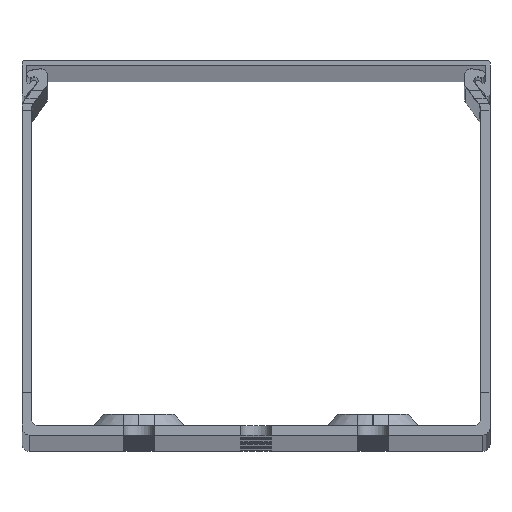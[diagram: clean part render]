
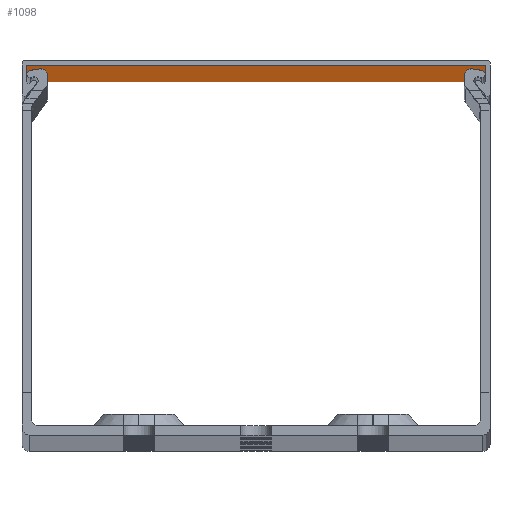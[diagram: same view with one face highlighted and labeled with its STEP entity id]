
A CAD part, top view. The second image highlights one B-rep face of the part: STEP entity #1098.
In plain terms, the highlighted planar face has unit normal (0, -1, 0).
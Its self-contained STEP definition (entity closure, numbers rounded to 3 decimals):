
#126 = VERTEX_POINT ( 'NONE', #52069 ) ;
#357 = LINE ( 'NONE', #20323, #51967 ) ;
#1098 = ADVANCED_FACE ( 'NONE', ( #11508 ), #47629, .F. ) ;
#1325 = VECTOR ( 'NONE', #20018, 1000. ) ;
#1416 = VERTEX_POINT ( 'NONE', #43259 ) ;
#3163 = DIRECTION ( 'NONE',  ( 0., 1., 0. ) ) ;
#3880 = EDGE_CURVE ( 'NONE', #1416, #27267, #7353, .T. ) ;
#4873 = VECTOR ( 'NONE', #22674, 1000. ) ;
#7353 = LINE ( 'NONE', #44538, #1325 ) ;
#8313 = ORIENTED_EDGE ( 'NONE', *, *, #20822, .T. ) ;
#10703 = CARTESIAN_POINT ( 'NONE',  ( -49., 79., 1100.352 ) ) ;
#11508 = FACE_OUTER_BOUND ( 'NONE', #26076, .T. ) ;
#13113 = LINE ( 'NONE', #19971, #31934 ) ;
#15069 = VERTEX_POINT ( 'NONE', #27330 ) ;
#19606 = DIRECTION ( 'NONE',  ( 0., 0., 1. ) ) ;
#19971 = CARTESIAN_POINT ( 'NONE',  ( -49., 79., 1000. ) ) ;
#20018 = DIRECTION ( 'NONE',  ( 0., 0., -1. ) ) ;
#20150 = ORIENTED_EDGE ( 'NONE', *, *, #3880, .F. ) ;
#20323 = CARTESIAN_POINT ( 'NONE',  ( -49., 79., 1100.352 ) ) ;
#20587 = DIRECTION ( 'NONE',  ( 0., 0., -1. ) ) ;
#20822 = EDGE_CURVE ( 'NONE', #15069, #126, #357, .T. ) ;
#22599 = EDGE_CURVE ( 'NONE', #126, #27267, #26448, .T. ) ;
#22674 = DIRECTION ( 'NONE',  ( 1., 0., 0. ) ) ;
#26076 = EDGE_LOOP ( 'NONE', ( #20150, #26431, #8313, #28092 ) ) ;
#26431 = ORIENTED_EDGE ( 'NONE', *, *, #36245, .T. ) ;
#26448 = LINE ( 'NONE', #30220, #4873 ) ;
#27267 = VERTEX_POINT ( 'NONE', #44941 ) ;
#27330 = CARTESIAN_POINT ( 'NONE',  ( -49., 79., 1000. ) ) ;
#28092 = ORIENTED_EDGE ( 'NONE', *, *, #22599, .T. ) ;
#30220 = CARTESIAN_POINT ( 'NONE',  ( -49., 79., -1000. ) ) ;
#31934 = VECTOR ( 'NONE', #49064, 1000. ) ;
#32682 = AXIS2_PLACEMENT_3D ( 'NONE', #10703, #3163, #19606 ) ;
#36245 = EDGE_CURVE ( 'NONE', #1416, #15069, #13113, .T. ) ;
#43259 = CARTESIAN_POINT ( 'NONE',  ( 49., 79., 1000. ) ) ;
#44538 = CARTESIAN_POINT ( 'NONE',  ( 49., 79., 1100.352 ) ) ;
#44941 = CARTESIAN_POINT ( 'NONE',  ( 49., 79., -1000. ) ) ;
#47629 = PLANE ( 'NONE',  #32682 ) ;
#49064 = DIRECTION ( 'NONE',  ( -1., 0., 0. ) ) ;
#51967 = VECTOR ( 'NONE', #20587, 1000. ) ;
#52069 = CARTESIAN_POINT ( 'NONE',  ( -49., 79., -1000. ) ) ;
